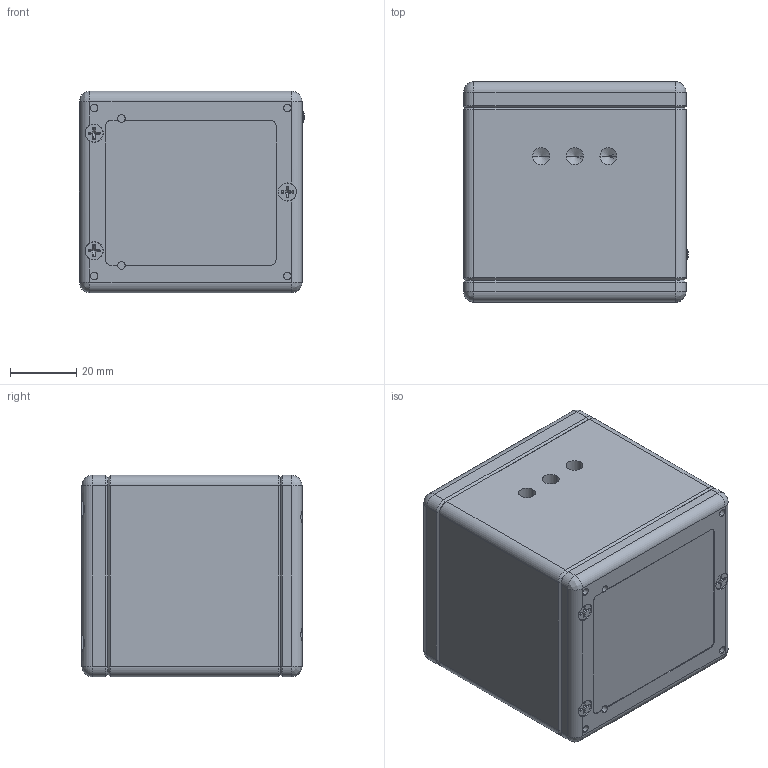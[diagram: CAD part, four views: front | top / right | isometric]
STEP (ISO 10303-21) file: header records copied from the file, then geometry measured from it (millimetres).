
FILE_DESCRIPTION (( 'STEP AP214' ), '1' );
FILE_NAME ('BM2_2018.STEP', '2020-03-26T01:34:41', ( '' ), ( '' ), 'SwSTEP 2.0', 'SolidWorks 2019', '' );
FILE_SCHEMA (( 'AUTOMOTIVE_DESIGN' ));
Length unit declared in the file: inch
Products named in the file (12): BM2_2018; BeamMap Lid v2; 513870530; Label BM2-DD_2018; Front Screws_91253A110; BeamMap 3D Case; BM2-4XY Generic Puck Rev 1; Back Screws_96640A058; Sensor PCB; PLP2-250; BeamMap Back; PCB
Assembly tree (16 placements, depth 2):
  BM2_2018
    BeamMap Lid v2
    BeamMap 3D Case
    BeamMap Back
    Front Screws_91253A110  x4
    Back Screws_96640A058  x3
    BM2-4XY Generic Puck Rev 1
    PCB
    513870530
    Label BM2-DD_2018
    Sensor PCB
    PLP2-250
Bounding box: 68.07 x 66.55 x 60.96 mm (x, y, z)
Volume: 142380.4 mm3; surface area: 75604.8 mm2
Topology: 16 solids, 16 shells, 2976 faces, 8081 edges, 5279 vertices
Faces by surface type: plane 1364, cylinder 831, bspline 600, cone 167, torus 8, sphere 6
Entity records: 128650 total; most frequent: CARTESIAN_POINT 52147, ORIENTED_EDGE 13348, DIRECTION 9761, EDGE_CURVE 6674, VERTEX_POINT 4386, VECTOR 4373, LINE 4373, EDGE_LOOP 2738
